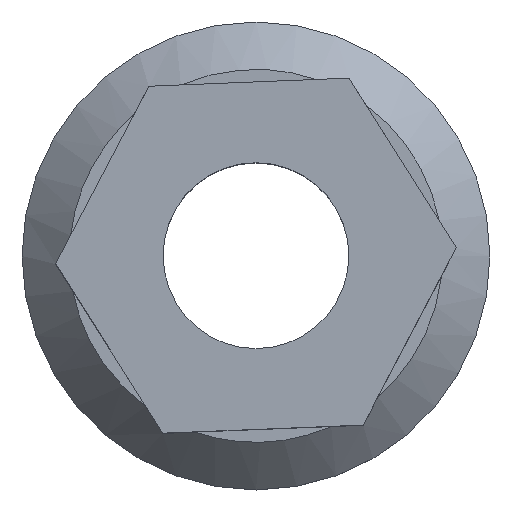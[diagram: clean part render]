
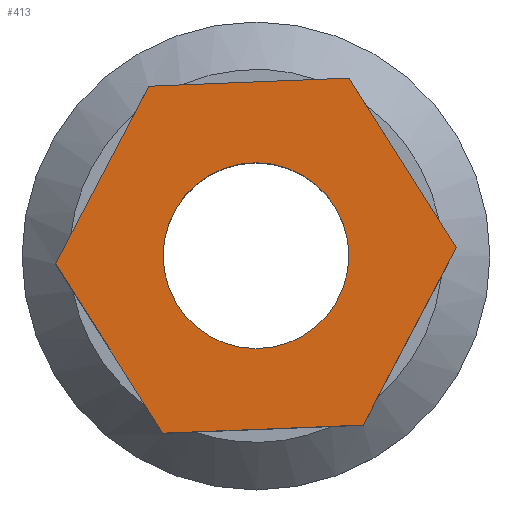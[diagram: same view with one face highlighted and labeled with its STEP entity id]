
A CAD part, top view. The second image highlights one B-rep face of the part: STEP entity #413.
In plain terms, the highlighted face is planar.
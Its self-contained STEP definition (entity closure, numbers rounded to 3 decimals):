
#362=LINE('',#811,#380);
#365=LINE('',#833,#383);
#367=LINE('',#856,#385);
#370=LINE('',#872,#388);
#372=LINE('',#891,#390);
#374=LINE('',#912,#392);
#380=VECTOR('',#723,1.);
#383=VECTOR('',#730,1.);
#385=VECTOR('',#736,1.);
#388=VECTOR('',#745,1.);
#390=VECTOR('',#751,1.);
#392=VECTOR('',#759,1.);
#413=ADVANCED_FACE('F15',(#437,#438),#430,.T.);
#430=PLANE('',#685);
#437=FACE_BOUND('',#461,.T.);
#438=FACE_BOUND('',#462,.T.);
#461=EDGE_LOOP('',(#553,#554,#555,#556,#557,#558));
#462=EDGE_LOOP('',(#559));
#553=ORIENTED_EDGE('',*,*,#644,.F.);
#554=ORIENTED_EDGE('',*,*,#611,.F.);
#555=ORIENTED_EDGE('',*,*,#618,.F.);
#556=ORIENTED_EDGE('',*,*,#625,.F.);
#557=ORIENTED_EDGE('',*,*,#631,.F.);
#558=ORIENTED_EDGE('',*,*,#637,.F.);
#559=ORIENTED_EDGE('',*,*,#645,.T.);
#574=VERTEX_POINT('',#810);
#575=VERTEX_POINT('',#812);
#580=VERTEX_POINT('',#832);
#585=VERTEX_POINT('',#855);
#589=VERTEX_POINT('',#871);
#593=VERTEX_POINT('',#890);
#596=VERTEX_POINT('',#915);
#611=EDGE_CURVE('E31',#574,#575,#362,.T.);
#618=EDGE_CURVE('E34',#580,#574,#365,.T.);
#625=EDGE_CURVE('E36',#585,#580,#367,.T.);
#631=EDGE_CURVE('E38',#589,#585,#370,.T.);
#637=EDGE_CURVE('E40',#593,#589,#372,.T.);
#644=EDGE_CURVE('E41',#575,#593,#374,.T.);
#645=EDGE_CURVE('E42',#596,#596,#655,.T.);
#655=CIRCLE('',#684,3.425);
#684=AXIS2_PLACEMENT_3D('',#914,#762,#763);
#685=AXIS2_PLACEMENT_3D('',#916,#764,#765);
#723=DIRECTION('',(-0.535,-0.845,0.));
#730=DIRECTION('',(-0.999,0.041,0.));
#736=DIRECTION('',(-0.464,0.886,0.));
#745=DIRECTION('',(0.535,0.845,0.));
#751=DIRECTION('',(0.999,-0.041,0.));
#759=DIRECTION('',(0.464,-0.886,0.));
#762=DIRECTION('',(0.,0.,1.));
#763=DIRECTION('',(1.,0.,0.));
#764=DIRECTION('',(0.,0.,-1.));
#765=DIRECTION('',(1.,0.,0.));
#810=CARTESIAN_POINT('',(-8.591,4.519,0.));
#811=CARTESIAN_POINT('',(-10.567,1.397,0.));
#812=CARTESIAN_POINT('',(-12.543,-1.726,0.));
#832=CARTESIAN_POINT('',(-1.207,4.219,0.));
#833=CARTESIAN_POINT('',(-4.899,4.369,0.));
#855=CARTESIAN_POINT('',(2.225,-2.326,0.));
#856=CARTESIAN_POINT('',(0.509,0.946,0.));
#871=CARTESIAN_POINT('',(-1.727,-8.571,0.));
#872=CARTESIAN_POINT('',(0.249,-5.448,0.));
#890=CARTESIAN_POINT('',(-9.111,-8.27,0.));
#891=CARTESIAN_POINT('',(-5.419,-8.421,0.));
#912=CARTESIAN_POINT('',(-10.827,-4.998,0.));
#914=CARTESIAN_POINT('',(-5.159,-2.026,0.));
#915=CARTESIAN_POINT('',(-1.734,-2.026,0.));
#916=CARTESIAN_POINT('',(-13.281,5.173,0.));
